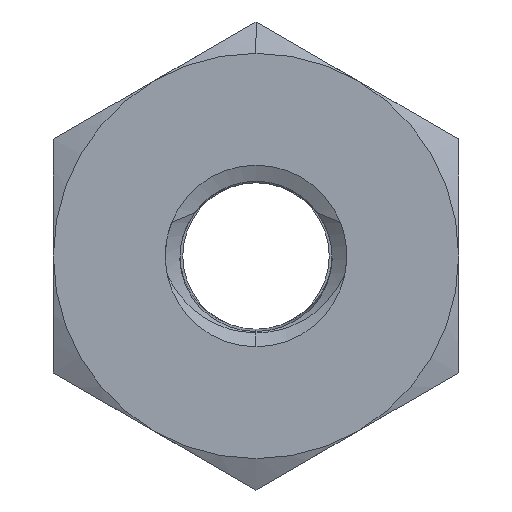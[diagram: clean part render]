
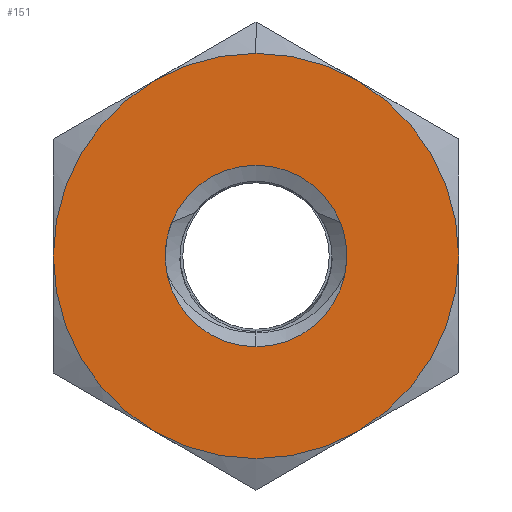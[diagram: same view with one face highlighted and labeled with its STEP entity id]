
A CAD part, front view. The second image highlights one B-rep face of the part: STEP entity #151.
In plain terms, the highlighted planar face has unit normal (0, -1, 0).
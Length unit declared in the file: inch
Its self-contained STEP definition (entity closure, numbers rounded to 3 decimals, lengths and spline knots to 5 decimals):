
#4 = CARTESIAN_POINT ( 'NONE',  ( 0., 0., 0. ) ) ;
#9 = VERTEX_POINT ( 'NONE', #738 ) ;
#21 = CARTESIAN_POINT ( 'NONE',  ( 0.125, 0., -0.07217 ) ) ;
#35 = ORIENTED_EDGE ( 'NONE', *, *, #2249, .T. ) ;
#108 = DIRECTION ( 'NONE',  ( 0., -1., 0. ) ) ;
#123 = AXIS2_PLACEMENT_3D ( 'NONE', #1861, #590, #181 ) ;
#128 = DIRECTION ( 'NONE',  ( 0., -1., 0. ) ) ;
#146 = EDGE_CURVE ( 'NONE', #1849, #2288, #1552, .T. ) ;
#151 = ADVANCED_FACE ( 'NONE', ( #1835, #1053 ), #2315, .T. ) ;
#163 = CARTESIAN_POINT ( 'NONE',  ( -0.0625, 0., 0.10825 ) ) ;
#181 = DIRECTION ( 'NONE',  ( 0., 0., -1. ) ) ;
#203 = CARTESIAN_POINT ( 'NONE',  ( 0., 0., 0. ) ) ;
#206 = EDGE_CURVE ( 'NONE', #1316, #1523, #1722, .T. ) ;
#213 = AXIS2_PLACEMENT_3D ( 'NONE', #1359, #1953, #1718 ) ;
#245 = CARTESIAN_POINT ( 'NONE',  ( 0.05205, 0., 0.02065 ) ) ;
#286 = DIRECTION ( 'NONE',  ( 0., 0., -1. ) ) ;
#327 = CARTESIAN_POINT ( 'NONE',  ( 0., 0., 0. ) ) ;
#332 = CARTESIAN_POINT ( 'NONE',  ( 0., 0., 0. ) ) ;
#361 = CARTESIAN_POINT ( 'NONE',  ( 0.0625, 0., -0.10825 ) ) ;
#416 = DIRECTION ( 'NONE',  ( 0., -1., 0. ) ) ;
#458 = DIRECTION ( 'NONE',  ( 0., -1., 0. ) ) ;
#481 = AXIS2_PLACEMENT_3D ( 'NONE', #332, #128, #1574 ) ;
#493 = CARTESIAN_POINT ( 'NONE',  ( -0.125, 0., 0. ) ) ;
#495 = CARTESIAN_POINT ( 'NONE',  ( 0., 0., 0. ) ) ;
#518 = CIRCLE ( 'NONE', #2382, 0.056 ) ;
#524 = CIRCLE ( 'NONE', #864, 0.125 ) ;
#590 = DIRECTION ( 'NONE',  ( 0., -1., 0. ) ) ;
#628 = DIRECTION ( 'NONE',  ( 0., 0., -1. ) ) ;
#631 = ORIENTED_EDGE ( 'NONE', *, *, #2568, .T. ) ;
#645 = AXIS2_PLACEMENT_3D ( 'NONE', #21, #1665, #2540 ) ;
#672 = ORIENTED_EDGE ( 'NONE', *, *, #2456, .F. ) ;
#677 = CARTESIAN_POINT ( 'NONE',  ( -0.05205, 0., 0.02065 ) ) ;
#707 = CARTESIAN_POINT ( 'NONE',  ( 0., 0., 0. ) ) ;
#732 = DIRECTION ( 'NONE',  ( 0., -1., 0. ) ) ;
#738 = CARTESIAN_POINT ( 'NONE',  ( -0.0549, 0., -0.01106 ) ) ;
#774 = EDGE_CURVE ( 'NONE', #9, #2148, #518, .T. ) ;
#841 = DIRECTION ( 'NONE',  ( 0., 0., -1. ) ) ;
#864 = AXIS2_PLACEMENT_3D ( 'NONE', #2616, #108, #2425 ) ;
#896 = VERTEX_POINT ( 'NONE', #677 ) ;
#908 = DIRECTION ( 'NONE',  ( 0., 0., -1. ) ) ;
#939 = EDGE_CURVE ( 'NONE', #2288, #896, #1812, .T. ) ;
#975 = DIRECTION ( 'NONE',  ( 0., 0., -1. ) ) ;
#983 = ORIENTED_EDGE ( 'NONE', *, *, #2418, .T. ) ;
#991 = AXIS2_PLACEMENT_3D ( 'NONE', #2328, #1093, #1915 ) ;
#1005 = AXIS2_PLACEMENT_3D ( 'NONE', #327, #1557, #975 ) ;
#1025 = ORIENTED_EDGE ( 'NONE', *, *, #146, .F. ) ;
#1053 = FACE_BOUND ( 'NONE', #1416, .T. ) ;
#1069 = VERTEX_POINT ( 'NONE', #2669 ) ;
#1092 = CIRCLE ( 'NONE', #1644, 0.056 ) ;
#1093 = DIRECTION ( 'NONE',  ( 0., -1., 0. ) ) ;
#1116 = ORIENTED_EDGE ( 'NONE', *, *, #1684, .T. ) ;
#1129 = AXIS2_PLACEMENT_3D ( 'NONE', #203, #458, #628 ) ;
#1185 = ORIENTED_EDGE ( 'NONE', *, *, #206, .T. ) ;
#1219 = CIRCLE ( 'NONE', #1005, 0.125 ) ;
#1271 = ORIENTED_EDGE ( 'NONE', *, *, #2131, .T. ) ;
#1310 = DIRECTION ( 'NONE',  ( 0., 0., -1. ) ) ;
#1316 = VERTEX_POINT ( 'NONE', #1783 ) ;
#1333 = DIRECTION ( 'NONE',  ( 0., -1., 0. ) ) ;
#1335 = DIRECTION ( 'NONE',  ( 0., 0., -1. ) ) ;
#1359 = CARTESIAN_POINT ( 'NONE',  ( 0., 0., 0. ) ) ;
#1403 = VERTEX_POINT ( 'NONE', #2037 ) ;
#1416 = EDGE_LOOP ( 'NONE', ( #1025, #672, #1457, #2316, #1652 ) ) ;
#1436 = CIRCLE ( 'NONE', #1129, 0.125 ) ;
#1457 = ORIENTED_EDGE ( 'NONE', *, *, #774, .F. ) ;
#1479 = AXIS2_PLACEMENT_3D ( 'NONE', #707, #2132, #286 ) ;
#1490 = VERTEX_POINT ( 'NONE', #361 ) ;
#1523 = VERTEX_POINT ( 'NONE', #163 ) ;
#1552 = CIRCLE ( 'NONE', #123, 0.056 ) ;
#1557 = DIRECTION ( 'NONE',  ( 0., -1., 0. ) ) ;
#1559 = CARTESIAN_POINT ( 'NONE',  ( 0., 0., 0. ) ) ;
#1574 = DIRECTION ( 'NONE',  ( 0., 0., -1. ) ) ;
#1644 = AXIS2_PLACEMENT_3D ( 'NONE', #495, #732, #1335 ) ;
#1652 = ORIENTED_EDGE ( 'NONE', *, *, #939, .F. ) ;
#1665 = DIRECTION ( 'NONE',  ( 0., -1., 0. ) ) ;
#1684 = EDGE_CURVE ( 'NONE', #2232, #1490, #524, .T. ) ;
#1687 = CIRCLE ( 'NONE', #2564, 0.125 ) ;
#1718 = DIRECTION ( 'NONE',  ( 0., 0., -1. ) ) ;
#1722 = CIRCLE ( 'NONE', #991, 0.125 ) ;
#1783 = CARTESIAN_POINT ( 'NONE',  ( 0., 0., 0.125 ) ) ;
#1812 = CIRCLE ( 'NONE', #213, 0.056 ) ;
#1835 = FACE_OUTER_BOUND ( 'NONE', #2262, .T. ) ;
#1849 = VERTEX_POINT ( 'NONE', #1941 ) ;
#1861 = CARTESIAN_POINT ( 'NONE',  ( 0., 0., 0. ) ) ;
#1907 = CIRCLE ( 'NONE', #2260, 0.125 ) ;
#1915 = DIRECTION ( 'NONE',  ( 0., 0., -1. ) ) ;
#1941 = CARTESIAN_POINT ( 'NONE',  ( 0.0549, 0., -0.01106 ) ) ;
#1949 = CIRCLE ( 'NONE', #481, 0.125 ) ;
#1953 = DIRECTION ( 'NONE',  ( 0., -1., 0. ) ) ;
#2012 = EDGE_CURVE ( 'NONE', #1403, #1316, #1949, .T. ) ;
#2037 = CARTESIAN_POINT ( 'NONE',  ( 0.0625, 0., 0.10825 ) ) ;
#2131 = EDGE_CURVE ( 'NONE', #1523, #2367, #1907, .T. ) ;
#2132 = DIRECTION ( 'NONE',  ( 0., -1., 0. ) ) ;
#2148 = VERTEX_POINT ( 'NONE', #2176 ) ;
#2176 = CARTESIAN_POINT ( 'NONE',  ( 0., 0., -0.056 ) ) ;
#2188 = DIRECTION ( 'NONE',  ( 0., -1., 0. ) ) ;
#2200 = EDGE_CURVE ( 'NONE', #896, #9, #1092, .T. ) ;
#2232 = VERTEX_POINT ( 'NONE', #2571 ) ;
#2249 = EDGE_CURVE ( 'NONE', #2367, #2232, #1436, .T. ) ;
#2260 = AXIS2_PLACEMENT_3D ( 'NONE', #1559, #2188, #908 ) ;
#2262 = EDGE_LOOP ( 'NONE', ( #35, #1116, #631, #983, #2396, #1185, #1271 ) ) ;
#2288 = VERTEX_POINT ( 'NONE', #245 ) ;
#2315 = PLANE ( 'NONE',  #645 ) ;
#2316 = ORIENTED_EDGE ( 'NONE', *, *, #2200, .F. ) ;
#2328 = CARTESIAN_POINT ( 'NONE',  ( 0., 0., 0. ) ) ;
#2367 = VERTEX_POINT ( 'NONE', #493 ) ;
#2382 = AXIS2_PLACEMENT_3D ( 'NONE', #4, #416, #841 ) ;
#2396 = ORIENTED_EDGE ( 'NONE', *, *, #2012, .T. ) ;
#2418 = EDGE_CURVE ( 'NONE', #1069, #1403, #1687, .T. ) ;
#2425 = DIRECTION ( 'NONE',  ( 0., 0., -1. ) ) ;
#2456 = EDGE_CURVE ( 'NONE', #2148, #1849, #2522, .T. ) ;
#2522 = CIRCLE ( 'NONE', #1479, 0.056 ) ;
#2540 = DIRECTION ( 'NONE',  ( 0., 0., -1. ) ) ;
#2564 = AXIS2_PLACEMENT_3D ( 'NONE', #2569, #1333, #1310 ) ;
#2568 = EDGE_CURVE ( 'NONE', #1490, #1069, #1219, .T. ) ;
#2569 = CARTESIAN_POINT ( 'NONE',  ( 0., 0., 0. ) ) ;
#2571 = CARTESIAN_POINT ( 'NONE',  ( -0.0625, 0., -0.10825 ) ) ;
#2616 = CARTESIAN_POINT ( 'NONE',  ( 0., 0., 0. ) ) ;
#2669 = CARTESIAN_POINT ( 'NONE',  ( 0.125, 0., 0. ) ) ;
